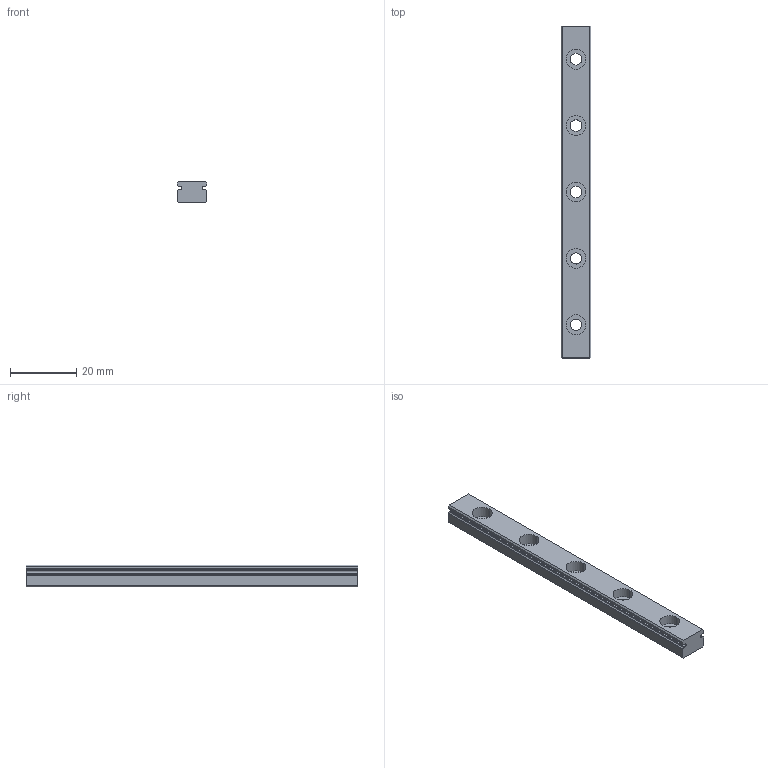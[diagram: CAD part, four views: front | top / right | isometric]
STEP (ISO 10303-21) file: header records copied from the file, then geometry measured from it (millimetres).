
FILE_DESCRIPTION (( 'STEP AP203' ), '1' );
FILE_NAME ('20-019394.step', '2022-03-22T14:02:08', ( '' ), ( '' ), 'SwSTEP 2.0', 'SolidWorks 2021', '' );
FILE_SCHEMA (( 'CONFIG_CONTROL_DESIGN' ));
Length unit declared in the file: millimetre
Products named in the file (1): 20-019394
Bounding box: 9 x 100 x 6.5 mm (x, y, z)
Volume: 4913.4 mm3; surface area: 3894.7 mm2
Topology: 1 solids, 3 shells, 120 faces, 321 edges, 214 vertices
Faces by surface type: plane 86, cylinder 34
Entity records: 3826 total; most frequent: CARTESIAN_POINT 656, ORIENTED_EDGE 642, DIRECTION 631, EDGE_CURVE 321, LINE 253, VECTOR 253, VERTEX_POINT 214, AXIS2_PLACEMENT_3D 189
